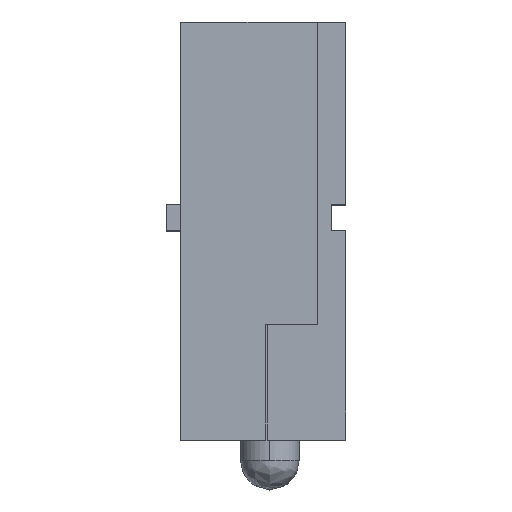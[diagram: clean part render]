
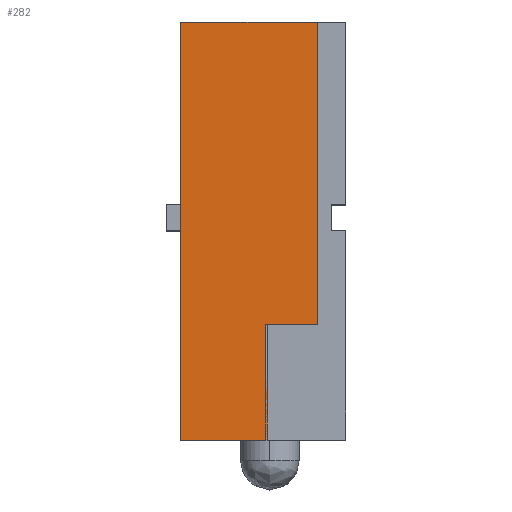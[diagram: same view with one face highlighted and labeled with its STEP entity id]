
A CAD part, top view. The second image highlights one B-rep face of the part: STEP entity #282.
In plain terms, the highlighted planar face has unit normal (0, 0, 1).
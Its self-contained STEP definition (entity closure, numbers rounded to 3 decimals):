
#282 = ADVANCED_FACE ( 'NONE', ( #4480 ), #3514, .T. ) ;
#329 = EDGE_CURVE ( 'NONE', #6340, #6353, #3685, .T. ) ;
#1528 = CARTESIAN_POINT ( 'NONE',  ( 7.913, 1.202, 10.08 ) ) ;
#1535 = CARTESIAN_POINT ( 'NONE',  ( 7.913, -11.648, 10.08 ) ) ;
#1547 = CARTESIAN_POINT ( 'NONE',  ( 12.113, 1.202, 10.08 ) ) ;
#1548 = CARTESIAN_POINT ( 'NONE',  ( 10.573, -11.648, 10.08 ) ) ;
#1549 = CARTESIAN_POINT ( 'NONE',  ( 10.573, -8.098, 10.08 ) ) ;
#1550 = CARTESIAN_POINT ( 'NONE',  ( 12.113, -8.098, 10.08 ) ) ;
#2324 = LINE ( 'NONE', #2325, #4241 ) ;
#2325 = CARTESIAN_POINT ( 'NONE',  ( 7.913, 1.202, 10.08 ) ) ;
#2326 = DIRECTION ( 'NONE',  ( 1., 0., 0. ) ) ;
#2598 = LINE ( 'NONE', #2599, #4332 ) ;
#2599 = CARTESIAN_POINT ( 'NONE',  ( 12.113, -11.648, 10.08 ) ) ;
#2600 = DIRECTION ( 'NONE',  ( 0., 1., 0. ) ) ;
#2601 = LINE ( 'NONE', #2602, #4333 ) ;
#2602 = CARTESIAN_POINT ( 'NONE',  ( 7.913, -8.098, 10.08 ) ) ;
#2603 = DIRECTION ( 'NONE',  ( 1., 0., 0. ) ) ;
#2604 = LINE ( 'NONE', #2605, #4334 ) ;
#2605 = CARTESIAN_POINT ( 'NONE',  ( 10.573, -11.648, 10.08 ) ) ;
#2606 = DIRECTION ( 'NONE',  ( 0., 1., 0. ) ) ;
#2687 = LINE ( 'NONE', #2688, #5631 ) ;
#2688 = CARTESIAN_POINT ( 'NONE',  ( 7.913, 1.202, 10.08 ) ) ;
#2689 = DIRECTION ( 'NONE',  ( 0., 1., 0. ) ) ;
#3514 = PLANE ( 'NONE',  #4634 ) ;
#3515 = CARTESIAN_POINT ( 'NONE',  ( 7.913, -11.648, 10.08 ) ) ;
#3516 = DIRECTION ( 'NONE',  ( 0., 0., 1. ) ) ;
#3517 = DIRECTION ( 'NONE',  ( 1., 0., 0. ) ) ;
#3685 = LINE ( 'NONE', #3686, #5359 ) ;
#3686 = CARTESIAN_POINT ( 'NONE',  ( 7.913, -11.648, 10.08 ) ) ;
#3687 = DIRECTION ( 'NONE',  ( 1., 0., 0. ) ) ;
#4241 = VECTOR ( 'NONE', #2326, 1000. ) ;
#4332 = VECTOR ( 'NONE', #2600, 1000. ) ;
#4333 = VECTOR ( 'NONE', #2603, 1000. ) ;
#4334 = VECTOR ( 'NONE', #2606, 1000. ) ;
#4480 = FACE_OUTER_BOUND ( 'NONE', #7004, .T. ) ;
#4634 = AXIS2_PLACEMENT_3D ( 'NONE', #3515, #3516, #3517 ) ;
#5359 = VECTOR ( 'NONE', #3687, 1000. ) ;
#5599 = EDGE_CURVE ( 'NONE', #6333, #6352, #2324, .T. ) ;
#5631 = VECTOR ( 'NONE', #2689, 1000. ) ;
#5876 = EDGE_CURVE ( 'NONE', #6355, #6352, #2598, .T. ) ;
#5877 = EDGE_CURVE ( 'NONE', #6354, #6355, #2601, .T. ) ;
#5878 = EDGE_CURVE ( 'NONE', #6353, #6354, #2604, .T. ) ;
#5936 = EDGE_CURVE ( 'NONE', #6340, #6333, #2687, .T. ) ;
#6333 = VERTEX_POINT ( 'NONE', #1528 ) ;
#6340 = VERTEX_POINT ( 'NONE', #1535 ) ;
#6352 = VERTEX_POINT ( 'NONE', #1547 ) ;
#6353 = VERTEX_POINT ( 'NONE', #1548 ) ;
#6354 = VERTEX_POINT ( 'NONE', #1549 ) ;
#6355 = VERTEX_POINT ( 'NONE', #1550 ) ;
#6672 = ORIENTED_EDGE ( 'NONE', *, *, #5878, .T. ) ;
#6673 = ORIENTED_EDGE ( 'NONE', *, *, #5877, .T. ) ;
#6674 = ORIENTED_EDGE ( 'NONE', *, *, #329, .T. ) ;
#6675 = ORIENTED_EDGE ( 'NONE', *, *, #5936, .F. ) ;
#6676 = ORIENTED_EDGE ( 'NONE', *, *, #5599, .F. ) ;
#6765 = ORIENTED_EDGE ( 'NONE', *, *, #5876, .T. ) ;
#7004 = EDGE_LOOP ( 'NONE', ( #6676, #6675, #6674, #6672, #6673, #6765 ) ) ;
